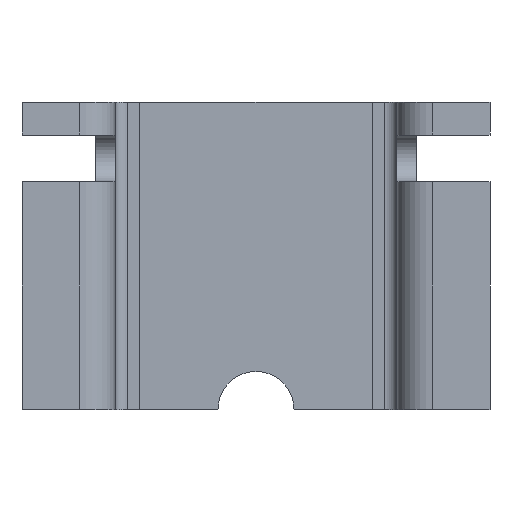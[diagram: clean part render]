
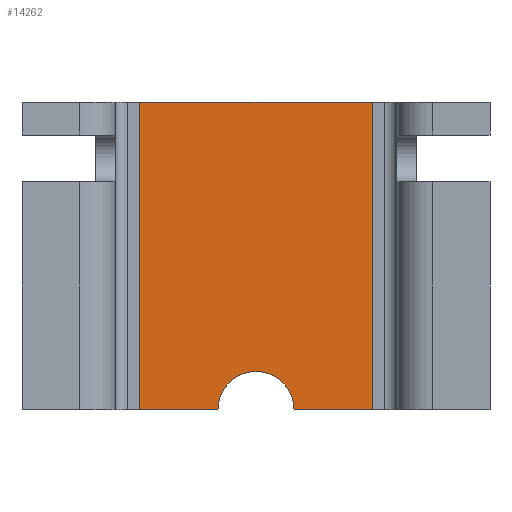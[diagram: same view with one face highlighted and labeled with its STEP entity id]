
A CAD part, front view. The second image highlights one B-rep face of the part: STEP entity #14262.
In plain terms, the highlighted planar face has unit normal (0, -1, 0).
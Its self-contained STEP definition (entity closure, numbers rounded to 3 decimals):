
#215 = EDGE_CURVE ( 'NONE', #5110, #14590, #1647, .T. ) ;
#222 = VERTEX_POINT ( 'NONE', #6853 ) ;
#307 = EDGE_CURVE ( 'NONE', #5280, #222, #854, .T. ) ;
#428 = EDGE_CURVE ( 'NONE', #14590, #5364, #1325, .T. ) ;
#854 = LINE ( 'NONE', #5583, #13560 ) ;
#962 = CARTESIAN_POINT ( 'NONE',  ( 2.5, 0., 3.3 ) ) ;
#1211 = CARTESIAN_POINT ( 'NONE',  ( 0., 0., -3.3 ) ) ;
#1275 = VERTEX_POINT ( 'NONE', #13664 ) ;
#1325 = LINE ( 'NONE', #9796, #4432 ) ;
#1519 = CARTESIAN_POINT ( 'NONE',  ( 0., 0., -2.483 ) ) ;
#1647 = LINE ( 'NONE', #9970, #8760 ) ;
#2073 = CARTESIAN_POINT ( 'NONE',  ( 2.5, 0., -3.3 ) ) ;
#2425 = PLANE ( 'NONE',  #14657 ) ;
#2910 = ORIENTED_EDGE ( 'NONE', *, *, #7957, .T. ) ;
#3375 = DIRECTION ( 'NONE',  ( -1., 0., 0. ) ) ;
#3959 = DIRECTION ( 'NONE',  ( -1., 0., 0. ) ) ;
#4432 = VECTOR ( 'NONE', #15583, 1000. ) ;
#4602 = ORIENTED_EDGE ( 'NONE', *, *, #215, .F. ) ;
#4714 = DIRECTION ( 'NONE',  ( 0., 0., 1. ) ) ;
#5110 = VERTEX_POINT ( 'NONE', #11072 ) ;
#5136 = ORIENTED_EDGE ( 'NONE', *, *, #10670, .T. ) ;
#5147 = DIRECTION ( 'NONE',  ( 0., 0., 1. ) ) ;
#5280 = VERTEX_POINT ( 'NONE', #7394 ) ;
#5295 = CARTESIAN_POINT ( 'NONE',  ( -2.5, 0., -3.3 ) ) ;
#5305 = EDGE_CURVE ( 'NONE', #222, #5110, #10315, .T. ) ;
#5357 = CIRCLE ( 'NONE', #14228, 0.817 ) ;
#5364 = VERTEX_POINT ( 'NONE', #2073 ) ;
#5583 = CARTESIAN_POINT ( 'NONE',  ( -2.5, 0., -3.3 ) ) ;
#5586 = VECTOR ( 'NONE', #5147, 1000. ) ;
#5907 = AXIS2_PLACEMENT_3D ( 'NONE', #10643, #9456, #6978 ) ;
#5915 = DIRECTION ( 'NONE',  ( 0., 1., 0. ) ) ;
#6053 = ORIENTED_EDGE ( 'NONE', *, *, #5305, .F. ) ;
#6336 = DIRECTION ( 'NONE',  ( 0., 0., 1. ) ) ;
#6416 = EDGE_CURVE ( 'NONE', #5364, #1275, #7547, .T. ) ;
#6853 = CARTESIAN_POINT ( 'NONE',  ( -2.5, 0., -3.3 ) ) ;
#6978 = DIRECTION ( 'NONE',  ( 0., 0., 1. ) ) ;
#7107 = FACE_OUTER_BOUND ( 'NONE', #14046, .T. ) ;
#7394 = CARTESIAN_POINT ( 'NONE',  ( -0.817, 0., -3.3 ) ) ;
#7547 = LINE ( 'NONE', #11191, #13945 ) ;
#7676 = DIRECTION ( 'NONE',  ( 1., 0., 0. ) ) ;
#7957 = EDGE_CURVE ( 'NONE', #9887, #1275, #5357, .T. ) ;
#8599 = ORIENTED_EDGE ( 'NONE', *, *, #6416, .F. ) ;
#8760 = VECTOR ( 'NONE', #7676, 1000. ) ;
#9456 = DIRECTION ( 'NONE',  ( 0., 1., 0. ) ) ;
#9796 = CARTESIAN_POINT ( 'NONE',  ( 2.5, 0., -3.3 ) ) ;
#9887 = VERTEX_POINT ( 'NONE', #1519 ) ;
#9970 = CARTESIAN_POINT ( 'NONE',  ( -2.5, 0., 3.3 ) ) ;
#10315 = LINE ( 'NONE', #5295, #5586 ) ;
#10643 = CARTESIAN_POINT ( 'NONE',  ( 0., 0., -3.3 ) ) ;
#10670 = EDGE_CURVE ( 'NONE', #5280, #9887, #14511, .T. ) ;
#10821 = ORIENTED_EDGE ( 'NONE', *, *, #428, .F. ) ;
#11072 = CARTESIAN_POINT ( 'NONE',  ( -2.5, 0., 3.3 ) ) ;
#11191 = CARTESIAN_POINT ( 'NONE',  ( -2.5, 0., -3.3 ) ) ;
#11327 = ORIENTED_EDGE ( 'NONE', *, *, #307, .F. ) ;
#11959 = CARTESIAN_POINT ( 'NONE',  ( 0., 0., 0. ) ) ;
#13560 = VECTOR ( 'NONE', #3375, 1000. ) ;
#13664 = CARTESIAN_POINT ( 'NONE',  ( 0.817, 0., -3.3 ) ) ;
#13945 = VECTOR ( 'NONE', #3959, 1000. ) ;
#14046 = EDGE_LOOP ( 'NONE', ( #11327, #5136, #2910, #8599, #10821, #4602, #6053 ) ) ;
#14228 = AXIS2_PLACEMENT_3D ( 'NONE', #1211, #14599, #6336 ) ;
#14262 = ADVANCED_FACE ( 'NONE', ( #7107 ), #2425, .F. ) ;
#14511 = CIRCLE ( 'NONE', #5907, 0.817 ) ;
#14590 = VERTEX_POINT ( 'NONE', #962 ) ;
#14599 = DIRECTION ( 'NONE',  ( 0., 1., 0. ) ) ;
#14657 = AXIS2_PLACEMENT_3D ( 'NONE', #11959, #5915, #4714 ) ;
#15583 = DIRECTION ( 'NONE',  ( 0., 0., -1. ) ) ;
